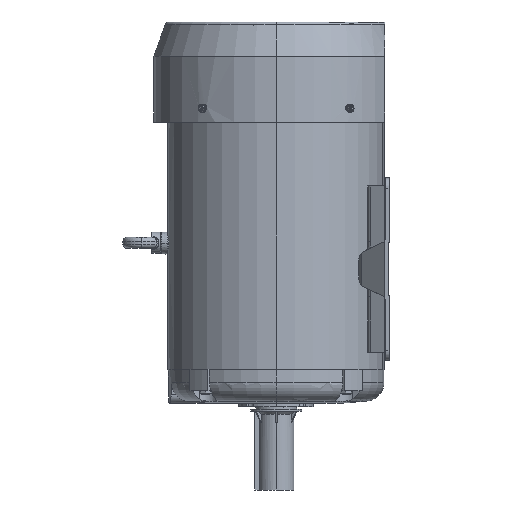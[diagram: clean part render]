
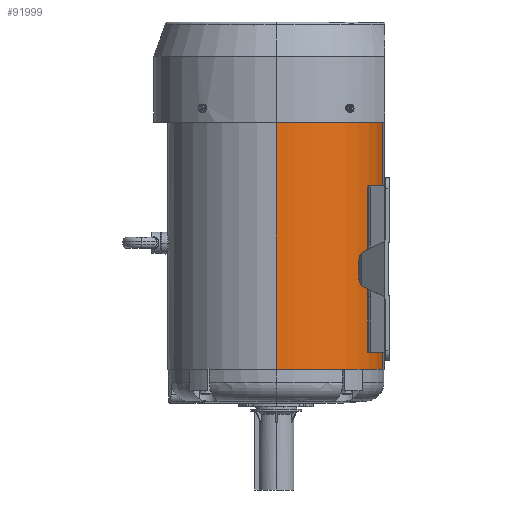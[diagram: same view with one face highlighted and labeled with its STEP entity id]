
A CAD part, left-side view. The second image highlights one B-rep face of the part: STEP entity #91999.
In plain terms, the highlighted cylindrical face has radius 127.5 mm (diameter 255 mm), a partial arc.
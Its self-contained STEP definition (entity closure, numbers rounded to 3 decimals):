
#2004 = CARTESIAN_POINT ( 'NONE',  ( -25.309, -124.963, -149. ) ) ;
#2418 = CARTESIAN_POINT ( 'NONE',  ( -127.5, 0., 149. ) ) ;
#3239 = ORIENTED_EDGE ( 'NONE', *, *, #21549, .F. ) ;
#13498 = VERTEX_POINT ( 'NONE', #59077 ) ;
#17474 = CARTESIAN_POINT ( 'NONE',  ( -127.5, 0., 149. ) ) ;
#20442 = CIRCLE ( 'NONE', #60593, 127.5 ) ;
#21549 = EDGE_CURVE ( 'NONE', #27504, #13498, #40801, .T. ) ;
#27504 = VERTEX_POINT ( 'NONE', #17474 ) ;
#27641 = LINE ( 'NONE', #59609, #45496 ) ;
#29470 = EDGE_LOOP ( 'NONE', ( #3239, #68699, #63581, #48751 ) ) ;
#31322 = DIRECTION ( 'NONE',  ( 0., 0., -1. ) ) ;
#32875 = CYLINDRICAL_SURFACE ( 'NONE', #77540, 127.5 ) ;
#33941 = CARTESIAN_POINT ( 'NONE',  ( 0., 0., -149. ) ) ;
#34450 = EDGE_CURVE ( 'NONE', #13498, #70473, #27641, .T. ) ;
#35122 = VECTOR ( 'NONE', #55860, 1000. ) ;
#36998 = CARTESIAN_POINT ( 'NONE',  ( 0., 0., 149. ) ) ;
#37518 = LINE ( 'NONE', #2418, #35122 ) ;
#38995 = DIRECTION ( 'NONE',  ( -1., 0., 0. ) ) ;
#40801 = CIRCLE ( 'NONE', #68275, 127.5 ) ;
#41578 = DIRECTION ( 'NONE',  ( 1., 0., 0. ) ) ;
#44661 = DIRECTION ( 'NONE',  ( 1., 0., 0. ) ) ;
#45496 = VECTOR ( 'NONE', #97891, 1000. ) ;
#48751 = ORIENTED_EDGE ( 'NONE', *, *, #34450, .F. ) ;
#53158 = FACE_OUTER_BOUND ( 'NONE', #29470, .T. ) ;
#55860 = DIRECTION ( 'NONE',  ( 0., 0., -1. ) ) ;
#59077 = CARTESIAN_POINT ( 'NONE',  ( -25.309, -124.963, 149. ) ) ;
#59609 = CARTESIAN_POINT ( 'NONE',  ( -25.309, -124.963, 149. ) ) ;
#60102 = CARTESIAN_POINT ( 'NONE',  ( -127.5, 0., -149. ) ) ;
#60593 = AXIS2_PLACEMENT_3D ( 'NONE', #33941, #87466, #41578 ) ;
#61698 = CARTESIAN_POINT ( 'NONE',  ( 0., 0., 149. ) ) ;
#63581 = ORIENTED_EDGE ( 'NONE', *, *, #79584, .T. ) ;
#68030 = EDGE_CURVE ( 'NONE', #27504, #69284, #37518, .T. ) ;
#68275 = AXIS2_PLACEMENT_3D ( 'NONE', #36998, #90556, #44661 ) ;
#68699 = ORIENTED_EDGE ( 'NONE', *, *, #68030, .T. ) ;
#69284 = VERTEX_POINT ( 'NONE', #60102 ) ;
#70473 = VERTEX_POINT ( 'NONE', #2004 ) ;
#77540 = AXIS2_PLACEMENT_3D ( 'NONE', #61698, #31322, #38995 ) ;
#79584 = EDGE_CURVE ( 'NONE', #69284, #70473, #20442, .T. ) ;
#87466 = DIRECTION ( 'NONE',  ( 0., 0., 1. ) ) ;
#90556 = DIRECTION ( 'NONE',  ( 0., 0., 1. ) ) ;
#91999 = ADVANCED_FACE ( 'NONE', ( #53158 ), #32875, .T. ) ;
#97891 = DIRECTION ( 'NONE',  ( 0., 0., -1. ) ) ;
